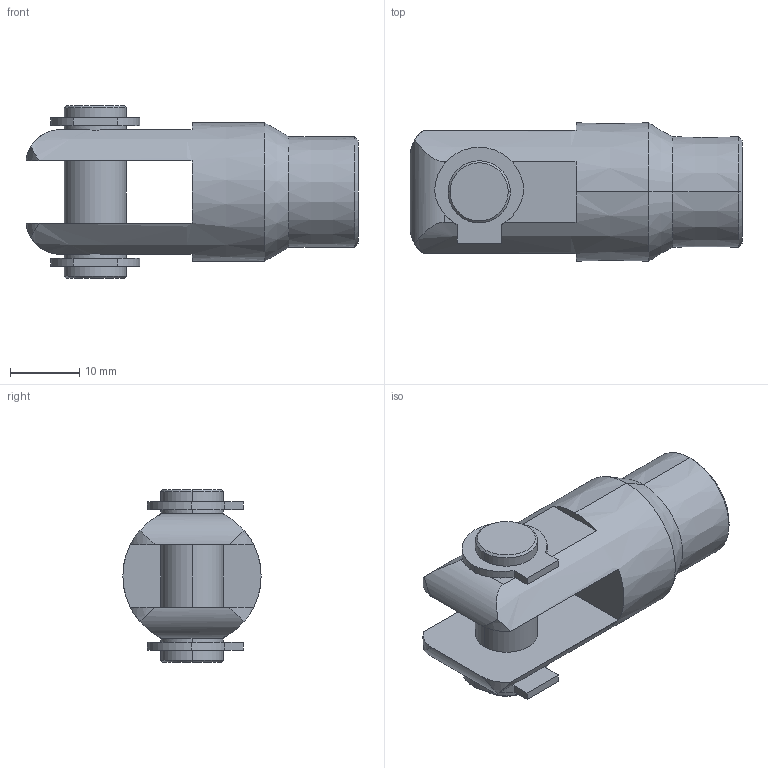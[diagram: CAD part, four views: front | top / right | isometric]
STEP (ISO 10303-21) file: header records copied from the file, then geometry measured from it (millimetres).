
FILE_DESCRIPTION (( 'STEP AP214' ), '1' );
FILE_NAME ('C2M25-18-D4159.STEP', '2018-05-24T02:31:02', ( 'SONIC' ), ( 'UNITCOM PC' ), 'SwSTEP 2.0', 'SolidWorks 2015', '' );
FILE_SCHEMA (( 'AUTOMOTIVE_DESIGN' ));
Length unit declared in the file: millimetre
Products named in the file (1): C2M25-18-D4159
Bounding box: 48 x 20 x 25 mm (x, y, z)
Volume: 8716.6 mm3; surface area: 4987.3 mm2
Topology: 1 solids, 1 shells, 63 faces, 156 edges, 99 vertices
Faces by surface type: cylinder 26, plane 23, cone 14
Entity records: 2070 total; most frequent: CARTESIAN_POINT 539, DIRECTION 320, ORIENTED_EDGE 308, EDGE_CURVE 154, AXIS2_PLACEMENT_3D 130, VERTEX_POINT 99, EDGE_LOOP 71, CIRCLE 66
